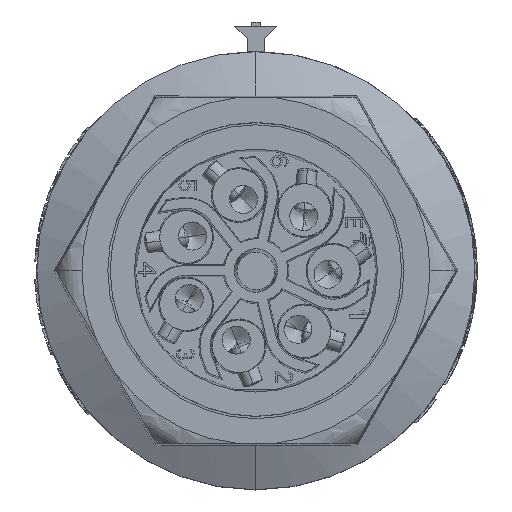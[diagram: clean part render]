
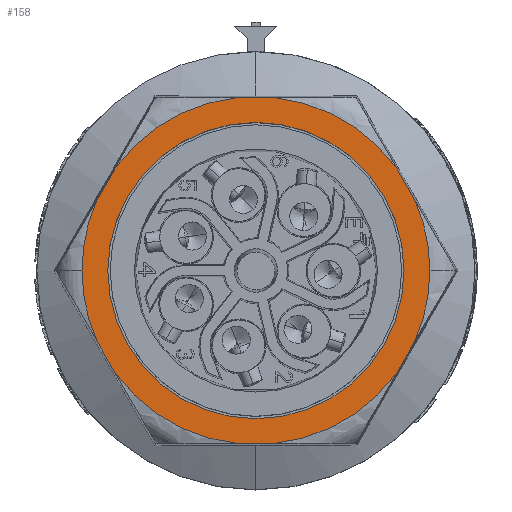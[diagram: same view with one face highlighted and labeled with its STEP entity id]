
A CAD part, top view. The second image highlights one B-rep face of the part: STEP entity #158.
In plain terms, the highlighted planar face has unit normal (0, 0, 1).
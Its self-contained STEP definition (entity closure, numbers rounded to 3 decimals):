
#158=ADVANCED_FACE('',(#3964,#3965),#3966,.F.);
#3964=FACE_OUTER_BOUND('',#11496,.T.);
#3965=FACE_BOUND('',#11497,.T.);
#3966=PLANE('',#11498);
#11496=EDGE_LOOP('',(#24017,#24018,#24019,#24020,#24021,#24022,#24023,#24024,#24025,#24026,#24027,#24028,#24029,#24030));
#11497=EDGE_LOOP('',(#24031,#24032));
#11498=AXIS2_PLACEMENT_3D('',#24033,#24034,#24035);
#24017=ORIENTED_EDGE('',*,*,#54894,.F.);
#24018=ORIENTED_EDGE('',*,*,#54899,.T.);
#24019=ORIENTED_EDGE('',*,*,#54900,.F.);
#24020=ORIENTED_EDGE('',*,*,#54901,.T.);
#24021=ORIENTED_EDGE('',*,*,#54902,.F.);
#24022=ORIENTED_EDGE('',*,*,#52875,.T.);
#24023=ORIENTED_EDGE('',*,*,#54903,.T.);
#24024=ORIENTED_EDGE('',*,*,#54904,.F.);
#24025=ORIENTED_EDGE('',*,*,#54905,.T.);
#24026=ORIENTED_EDGE('',*,*,#54906,.F.);
#24027=ORIENTED_EDGE('',*,*,#54907,.T.);
#24028=ORIENTED_EDGE('',*,*,#54908,.F.);
#24029=ORIENTED_EDGE('',*,*,#54909,.T.);
#24030=ORIENTED_EDGE('',*,*,#52879,.T.);
#24031=ORIENTED_EDGE('',*,*,#54910,.T.);
#24032=ORIENTED_EDGE('',*,*,#54911,.T.);
#24033=CARTESIAN_POINT('',(0.0,0.0,16.0));
#24034=DIRECTION('',(0.0,0.0,-1.0));
#24035=DIRECTION('',(0.0,-1.0,0.0));
#52875=EDGE_CURVE('',#63135,#63132,#63136,.T.);
#52879=EDGE_CURVE('',#63139,#63141,#63143,.T.);
#54894=EDGE_CURVE('',#67144,#63141,#67145,.T.);
#54899=EDGE_CURVE('',#67144,#67150,#67152,.T.);
#54900=EDGE_CURVE('',#67153,#67150,#67154,.T.);
#54901=EDGE_CURVE('',#67153,#67155,#67156,.T.);
#54902=EDGE_CURVE('',#63135,#67155,#67157,.T.);
#54903=EDGE_CURVE('',#63132,#67158,#67159,.T.);
#54904=EDGE_CURVE('',#67160,#67158,#67161,.T.);
#54905=EDGE_CURVE('',#67160,#67162,#67163,.T.);
#54906=EDGE_CURVE('',#67164,#67162,#67165,.T.);
#54907=EDGE_CURVE('',#67164,#67166,#67167,.T.);
#54908=EDGE_CURVE('',#67168,#67166,#67169,.T.);
#54909=EDGE_CURVE('',#67168,#63139,#67170,.T.);
#54910=EDGE_CURVE('',#67171,#67172,#67173,.T.);
#54911=EDGE_CURVE('',#67172,#67171,#67174,.T.);
#63132=VERTEX_POINT('',#80463);
#63135=VERTEX_POINT('',#80466);
#63136=CIRCLE('',#80467,19.852);
#63139=VERTEX_POINT('',#80498);
#63141=VERTEX_POINT('',#80500);
#63143=CIRCLE('',#80530,19.852);
#67144=VERTEX_POINT('',#88886);
#67145=LINE('',#88887,#88888);
#67150=VERTEX_POINT('',#88923);
#67152=CIRCLE('',#88953,19.852);
#67153=VERTEX_POINT('',#88954);
#67154=LINE('',#88955,#88956);
#67155=VERTEX_POINT('',#88957);
#67156=CIRCLE('',#88958,19.852);
#67157=LINE('',#88959,#88960);
#67158=VERTEX_POINT('',#88961);
#67159=CIRCLE('',#88962,19.852);
#67160=VERTEX_POINT('',#88963);
#67161=LINE('',#88964,#88965);
#67162=VERTEX_POINT('',#88966);
#67163=CIRCLE('',#88967,19.852);
#67164=VERTEX_POINT('',#88968);
#67165=LINE('',#88969,#88970);
#67166=VERTEX_POINT('',#88971);
#67167=CIRCLE('',#88972,19.852);
#67168=VERTEX_POINT('',#88973);
#67169=LINE('',#88974,#88975);
#67170=CIRCLE('',#88976,19.852);
#67171=VERTEX_POINT('',#88977);
#67172=VERTEX_POINT('',#88978);
#67173=CIRCLE('',#88979,16.9);
#67174=CIRCLE('',#88980,16.9);
#80463=CARTESIAN_POINT('',(19.852,0.,16.0));
#80466=CARTESIAN_POINT('',(18.153,-8.034,16.0));
#80467=AXIS2_PLACEMENT_3D('',#116133,#116134,#116135);
#80498=CARTESIAN_POINT('',(-19.852,0.,16.0));
#80500=CARTESIAN_POINT('',(-18.153,-8.034,16.0));
#80530=AXIS2_PLACEMENT_3D('',#116139,#116140,#116141);
#88886=CARTESIAN_POINT('',(-16.035,-11.704,16.0));
#88887=CARTESIAN_POINT('',(-16.035,-11.704,16.0));
#88888=VECTOR('',#117764,4.237);
#88923=CARTESIAN_POINT('',(-2.118,-19.738,16.0));
#88953=AXIS2_PLACEMENT_3D('',#117767,#117768,#117769);
#88954=CARTESIAN_POINT('',(2.118,-19.738,16.0));
#88955=CARTESIAN_POINT('',(2.118,-19.738,16.0));
#88956=VECTOR('',#117770,4.237);
#88957=CARTESIAN_POINT('',(16.035,-11.704,16.0));
#88958=AXIS2_PLACEMENT_3D('',#117771,#117772,#117773);
#88959=CARTESIAN_POINT('',(18.153,-8.034,16.0));
#88960=VECTOR('',#117774,4.237);
#88961=CARTESIAN_POINT('',(18.153,8.034,16.0));
#88962=AXIS2_PLACEMENT_3D('',#117775,#117776,#117777);
#88963=CARTESIAN_POINT('',(16.035,11.704,16.0));
#88964=CARTESIAN_POINT('',(16.035,11.704,16.0));
#88965=VECTOR('',#117778,4.237);
#88966=CARTESIAN_POINT('',(2.118,19.738,16.0));
#88967=AXIS2_PLACEMENT_3D('',#117779,#117780,#117781);
#88968=CARTESIAN_POINT('',(-2.118,19.738,16.0));
#88969=CARTESIAN_POINT('',(-2.118,19.738,16.0));
#88970=VECTOR('',#117782,4.237);
#88971=CARTESIAN_POINT('',(-16.035,11.704,16.0));
#88972=AXIS2_PLACEMENT_3D('',#117783,#117784,#117785);
#88973=CARTESIAN_POINT('',(-18.153,8.034,16.0));
#88974=CARTESIAN_POINT('',(-18.153,8.034,16.0));
#88975=VECTOR('',#117786,4.237);
#88976=AXIS2_PLACEMENT_3D('',#117787,#117788,#117789);
#88977=CARTESIAN_POINT('',(-16.9,0.0,16.0));
#88978=CARTESIAN_POINT('',(16.9,0.0,16.0));
#88979=AXIS2_PLACEMENT_3D('',#117790,#117791,#117792);
#88980=AXIS2_PLACEMENT_3D('',#117793,#117794,#117795);
#116133=CARTESIAN_POINT('',(0.0,0.0,16.0));
#116134=DIRECTION('',(0.0,0.0,1.0));
#116135=DIRECTION('',(0.914,-0.405,0.0));
#116139=CARTESIAN_POINT('',(0.0,0.0,16.0));
#116140=DIRECTION('',(0.0,0.0,1.0));
#116141=DIRECTION('',(-0.914,0.405,0.0));
#117764=DIRECTION('',(-0.5,0.866,0.0));
#117767=CARTESIAN_POINT('',(0.0,0.0,16.0));
#117768=DIRECTION('',(0.0,0.0,1.0));
#117769=DIRECTION('',(-0.808,-0.59,0.0));
#117770=DIRECTION('',(-1.0,0.0,0.0));
#117771=CARTESIAN_POINT('',(0.0,0.0,16.0));
#117772=DIRECTION('',(0.0,0.0,1.0));
#117773=DIRECTION('',(0.107,-0.994,0.0));
#117774=DIRECTION('',(-0.5,-0.866,0.0));
#117775=CARTESIAN_POINT('',(0.0,0.0,16.0));
#117776=DIRECTION('',(0.0,0.0,1.0));
#117777=DIRECTION('',(0.914,-0.405,0.0));
#117778=DIRECTION('',(0.5,-0.866,0.0));
#117779=CARTESIAN_POINT('',(0.0,0.0,16.0));
#117780=DIRECTION('',(0.0,-0.0,1.0));
#117781=DIRECTION('',(0.808,0.59,0.0));
#117782=DIRECTION('',(1.0,0.0,0.0));
#117783=CARTESIAN_POINT('',(0.0,0.0,16.0));
#117784=DIRECTION('',(0.0,0.0,1.0));
#117785=DIRECTION('',(-0.107,0.994,0.0));
#117786=DIRECTION('',(0.5,0.866,0.0));
#117787=CARTESIAN_POINT('',(0.0,0.0,16.0));
#117788=DIRECTION('',(0.0,0.0,1.0));
#117789=DIRECTION('',(-0.914,0.405,0.0));
#117790=CARTESIAN_POINT('',(0.0,0.0,16.0));
#117791=DIRECTION('',(0.0,0.0,-1.0));
#117792=DIRECTION('',(-1.0,0.0,0.0));
#117793=CARTESIAN_POINT('',(0.0,0.0,16.0));
#117794=DIRECTION('',(0.0,0.0,-1.0));
#117795=DIRECTION('',(1.0,0.0,0.0));
